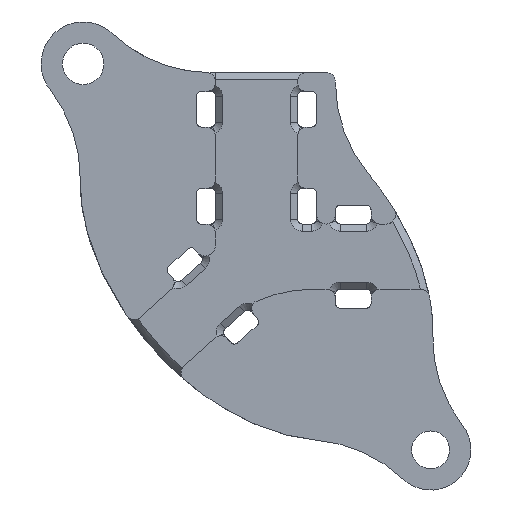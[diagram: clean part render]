
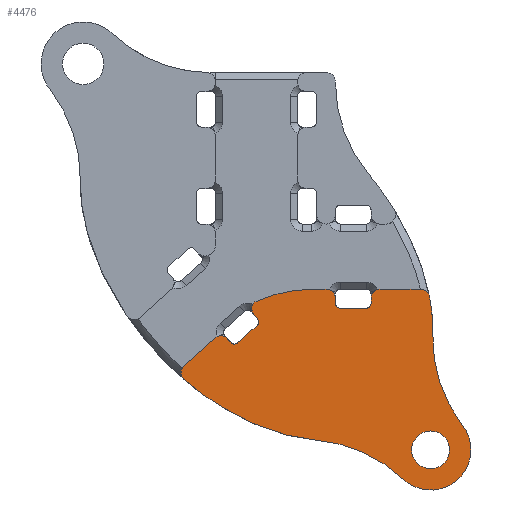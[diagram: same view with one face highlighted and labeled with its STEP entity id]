
A CAD part, front view. The second image highlights one B-rep face of the part: STEP entity #4476.
In plain terms, the highlighted planar face has unit normal (0, -1, 0).
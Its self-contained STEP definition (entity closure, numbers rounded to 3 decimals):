
#35=ELLIPSE('',#4883,18.05,11.716);
#36=ELLIPSE('',#4890,18.05,11.716);
#69=FACE_BOUND('',#906,.T.);
#252=CIRCLE('',#4623,0.4);
#264=CIRCLE('',#4659,0.4);
#348=CIRCLE('',#4885,12.);
#349=CIRCLE('',#4887,3.398);
#350=CIRCLE('',#4889,12.);
#351=CIRCLE('',#4893,12.);
#352=CIRCLE('',#4896,0.8);
#353=CIRCLE('',#4897,0.4);
#354=CIRCLE('',#4898,0.8);
#355=CIRCLE('',#4899,0.8);
#356=CIRCLE('',#4900,0.8);
#357=CIRCLE('',#4901,0.8);
#358=CIRCLE('',#4902,0.4);
#359=CIRCLE('',#4903,0.8);
#360=CIRCLE('',#4904,1.598);
#641=FACE_OUTER_BOUND('',#905,.T.);
#905=EDGE_LOOP('',(#3805,#3806,#3807,#3808,#3809,#3810,#3811,#3812,#3813,
#3814,#3815,#3816,#3817,#3818,#3819,#3820,#3821,#3822,#3823,#3824,#3825,
#3826,#3827,#3828,#3829));
#906=EDGE_LOOP('',(#3830));
#1033=LINE('',#6533,#1430);
#1038=LINE('',#6544,#1435);
#1074=LINE('',#6651,#1471);
#1079=LINE('',#6662,#1476);
#1305=LINE('',#8181,#1702);
#1307=LINE('',#8188,#1704);
#1308=LINE('',#8192,#1705);
#1309=LINE('',#8197,#1706);
#1310=LINE('',#8202,#1707);
#1430=VECTOR('',#5208,10.);
#1435=VECTOR('',#5219,10.);
#1471=VECTOR('',#5321,10.);
#1476=VECTOR('',#5332,10.);
#1702=VECTOR('',#6026,10.);
#1704=VECTOR('',#6034,10.);
#1705=VECTOR('',#6037,10.);
#1706=VECTOR('',#6042,10.);
#1707=VECTOR('',#6047,10.);
#1862=VERTEX_POINT('',#6530);
#1863=VERTEX_POINT('',#6532);
#1865=VERTEX_POINT('',#6538);
#1866=VERTEX_POINT('',#6542);
#1893=VERTEX_POINT('',#6648);
#1894=VERTEX_POINT('',#6650);
#1896=VERTEX_POINT('',#6656);
#1897=VERTEX_POINT('',#6660);
#2121=VERTEX_POINT('',#8142);
#2122=VERTEX_POINT('',#8144);
#2123=VERTEX_POINT('',#8148);
#2124=VERTEX_POINT('',#8152);
#2125=VERTEX_POINT('',#8156);
#2126=VERTEX_POINT('',#8165);
#2129=VERTEX_POINT('',#8174);
#2130=VERTEX_POINT('',#8175);
#2131=VERTEX_POINT('',#8180);
#2132=VERTEX_POINT('',#8185);
#2133=VERTEX_POINT('',#8187);
#2134=VERTEX_POINT('',#8189);
#2135=VERTEX_POINT('',#8191);
#2136=VERTEX_POINT('',#8194);
#2137=VERTEX_POINT('',#8196);
#2138=VERTEX_POINT('',#8199);
#2139=VERTEX_POINT('',#8201);
#2140=VERTEX_POINT('',#8204);
#2292=EDGE_CURVE('',#1862,#1863,#1033,.T.);
#2296=EDGE_CURVE('',#1865,#1862,#252,.T.);
#2298=EDGE_CURVE('',#1866,#1865,#1038,.T.);
#2347=EDGE_CURVE('',#1893,#1894,#1074,.T.);
#2351=EDGE_CURVE('',#1896,#1893,#264,.T.);
#2353=EDGE_CURVE('',#1897,#1896,#1079,.T.);
#2729=EDGE_CURVE('',#2121,#2122,#35,.T.);
#2732=EDGE_CURVE('',#2121,#2123,#348,.F.);
#2734=EDGE_CURVE('',#2124,#2123,#349,.T.);
#2736=EDGE_CURVE('',#2124,#2125,#350,.F.);
#2738=EDGE_CURVE('',#2126,#2125,#36,.T.);
#2742=EDGE_CURVE('',#2129,#2130,#351,.T.);
#2745=EDGE_CURVE('',#2131,#2130,#1305,.T.);
#2747=EDGE_CURVE('',#1894,#2129,#352,.T.);
#2748=EDGE_CURVE('',#2132,#1897,#353,.T.);
#2749=EDGE_CURVE('',#2133,#2132,#1307,.T.);
#2750=EDGE_CURVE('',#2134,#2133,#354,.T.);
#2751=EDGE_CURVE('',#2134,#2135,#1308,.T.);
#2752=EDGE_CURVE('',#2122,#2135,#355,.T.);
#2753=EDGE_CURVE('',#2136,#2126,#356,.T.);
#2754=EDGE_CURVE('',#2136,#2137,#1309,.T.);
#2755=EDGE_CURVE('',#1863,#2137,#357,.T.);
#2756=EDGE_CURVE('',#2138,#1866,#358,.T.);
#2757=EDGE_CURVE('',#2139,#2138,#1310,.T.);
#2758=EDGE_CURVE('',#2131,#2139,#359,.T.);
#2759=EDGE_CURVE('',#2140,#2140,#360,.T.);
#3805=ORIENTED_EDGE('',*,*,#2742,.F.);
#3806=ORIENTED_EDGE('',*,*,#2747,.F.);
#3807=ORIENTED_EDGE('',*,*,#2347,.F.);
#3808=ORIENTED_EDGE('',*,*,#2351,.F.);
#3809=ORIENTED_EDGE('',*,*,#2353,.F.);
#3810=ORIENTED_EDGE('',*,*,#2748,.F.);
#3811=ORIENTED_EDGE('',*,*,#2749,.F.);
#3812=ORIENTED_EDGE('',*,*,#2750,.F.);
#3813=ORIENTED_EDGE('',*,*,#2751,.T.);
#3814=ORIENTED_EDGE('',*,*,#2752,.F.);
#3815=ORIENTED_EDGE('',*,*,#2729,.F.);
#3816=ORIENTED_EDGE('',*,*,#2732,.T.);
#3817=ORIENTED_EDGE('',*,*,#2734,.F.);
#3818=ORIENTED_EDGE('',*,*,#2736,.T.);
#3819=ORIENTED_EDGE('',*,*,#2738,.F.);
#3820=ORIENTED_EDGE('',*,*,#2753,.F.);
#3821=ORIENTED_EDGE('',*,*,#2754,.T.);
#3822=ORIENTED_EDGE('',*,*,#2755,.F.);
#3823=ORIENTED_EDGE('',*,*,#2292,.F.);
#3824=ORIENTED_EDGE('',*,*,#2296,.F.);
#3825=ORIENTED_EDGE('',*,*,#2298,.F.);
#3826=ORIENTED_EDGE('',*,*,#2756,.F.);
#3827=ORIENTED_EDGE('',*,*,#2757,.F.);
#3828=ORIENTED_EDGE('',*,*,#2758,.F.);
#3829=ORIENTED_EDGE('',*,*,#2745,.T.);
#3830=ORIENTED_EDGE('',*,*,#2759,.F.);
#4258=PLANE('',#4895);
#4476=ADVANCED_FACE('',(#641,#69),#4258,.F.);
#4623=AXIS2_PLACEMENT_3D('',#6540,#5214,#5215);
#4659=AXIS2_PLACEMENT_3D('',#6658,#5327,#5328);
#4883=AXIS2_PLACEMENT_3D('',#8145,#5993,#5994);
#4885=AXIS2_PLACEMENT_3D('',#8150,#5999,#6000);
#4887=AXIS2_PLACEMENT_3D('',#8154,#6004,#6005);
#4889=AXIS2_PLACEMENT_3D('',#8158,#6009,#6010);
#4890=AXIS2_PLACEMENT_3D('',#8167,#6012,#6013);
#4893=AXIS2_PLACEMENT_3D('',#8176,#6020,#6021);
#4895=AXIS2_PLACEMENT_3D('',#8183,#6028,#6029);
#4896=AXIS2_PLACEMENT_3D('',#8184,#6030,#6031);
#4897=AXIS2_PLACEMENT_3D('',#8186,#6032,#6033);
#4898=AXIS2_PLACEMENT_3D('',#8190,#6035,#6036);
#4899=AXIS2_PLACEMENT_3D('',#8193,#6038,#6039);
#4900=AXIS2_PLACEMENT_3D('',#8195,#6040,#6041);
#4901=AXIS2_PLACEMENT_3D('',#8198,#6043,#6044);
#4902=AXIS2_PLACEMENT_3D('',#8200,#6045,#6046);
#4903=AXIS2_PLACEMENT_3D('',#8203,#6048,#6049);
#4904=AXIS2_PLACEMENT_3D('',#8205,#6050,#6051);
#5208=DIRECTION('',(0.,0.,1.));
#5214=DIRECTION('center_axis',(0.,-1.,0.));
#5215=DIRECTION('ref_axis',(1.,0.,0.));
#5219=DIRECTION('',(1.,0.,0.));
#5321=DIRECTION('',(-0.672,0.,0.741));
#5327=DIRECTION('center_axis',(0.,-1.,0.));
#5328=DIRECTION('ref_axis',(0.741,0.,0.672));
#5332=DIRECTION('',(0.741,0.,0.672));
#5993=DIRECTION('center_axis',(0.,1.,0.));
#5994=DIRECTION('ref_axis',(-0.669,0.,0.743));
#5999=DIRECTION('center_axis',(0.,-1.,0.));
#6000=DIRECTION('ref_axis',(-0.69,0.,-0.724));
#6004=DIRECTION('center_axis',(0.,1.,0.));
#6005=DIRECTION('ref_axis',(1.,0.,0.));
#6009=DIRECTION('center_axis',(0.,-1.,0.));
#6010=DIRECTION('ref_axis',(1.,0.,-0.023));
#6012=DIRECTION('center_axis',(0.,1.,0.));
#6013=DIRECTION('ref_axis',(-0.669,0.,0.743));
#6020=DIRECTION('center_axis',(0.,1.,0.));
#6021=DIRECTION('ref_axis',(-0.413,0.,0.911));
#6026=DIRECTION('',(-1.,0.,0.));
#6028=DIRECTION('center_axis',(0.,1.,0.));
#6029=DIRECTION('ref_axis',(1.,0.,0.));
#6030=DIRECTION('center_axis',(0.,1.,0.));
#6031=DIRECTION('ref_axis',(-0.999,0.,0.051));
#6032=DIRECTION('center_axis',(0.,-1.,0.));
#6033=DIRECTION('ref_axis',(0.672,0.,-0.741));
#6034=DIRECTION('',(0.669,0.,-0.743));
#6035=DIRECTION('center_axis',(0.,1.,0.));
#6036=DIRECTION('ref_axis',(0.052,0.,0.999));
#6037=DIRECTION('',(-0.743,0.,-0.669));
#6038=DIRECTION('center_axis',(0.,1.,0.));
#6039=DIRECTION('ref_axis',(-1.,0.,-0.014));
#6040=DIRECTION('center_axis',(0.,1.,0.));
#6041=DIRECTION('ref_axis',(0.637,0.,0.771));
#6042=DIRECTION('',(-1.,0.,0.));
#6043=DIRECTION('center_axis',(0.,1.,0.));
#6044=DIRECTION('ref_axis',(-0.707,0.,0.707));
#6045=DIRECTION('center_axis',(0.,-1.,0.));
#6046=DIRECTION('ref_axis',(0.,0.,-1.));
#6047=DIRECTION('',(0.,0.,-1.));
#6048=DIRECTION('center_axis',(0.,1.,0.));
#6049=DIRECTION('ref_axis',(0.707,0.,0.707));
#6050=DIRECTION('center_axis',(0.,-1.,0.));
#6051=DIRECTION('ref_axis',(1.,0.,0.));
#6530=CARTESIAN_POINT('',(12.178,20.,22.448));
#6532=CARTESIAN_POINT('',(12.178,20.,22.848));
#6533=CARTESIAN_POINT('',(12.178,20.,23.648));
#6538=CARTESIAN_POINT('',(11.778,20.,22.048));
#6540=CARTESIAN_POINT('Origin',(11.778,20.,22.448));
#6542=CARTESIAN_POINT('',(9.578,20.,22.048));
#6544=CARTESIAN_POINT('',(11.778,20.,22.048));
#6648=CARTESIAN_POINT('',(2.585,20.,21.16));
#6650=CARTESIAN_POINT('',(2.325,20.,21.447));
#6651=CARTESIAN_POINT('',(1.785,20.,22.042));
#6656=CARTESIAN_POINT('',(2.557,20.,20.595));
#6658=CARTESIAN_POINT('Origin',(2.288,20.,20.892));
#6660=CARTESIAN_POINT('',(0.928,20.,19.119));
#6662=CARTESIAN_POINT('',(0.928,20.,19.119));
#8142=CARTESIAN_POINT('',(7.548,20.,10.898));
#8144=CARTESIAN_POINT('',(-3.567,20.,16.003));
#8145=CARTESIAN_POINT('Origin',(2.513,20.,26.398));
#8148=CARTESIAN_POINT('',(14.866,20.,7.626));
#8150=CARTESIAN_POINT('Origin',(6.59,20.,-1.063));
#8152=CARTESIAN_POINT('',(19.898,20.,12.166));
#8154=CARTESIAN_POINT('Origin',(17.21,20.,10.087));
#8156=CARTESIAN_POINT('',(17.396,20.,19.786));
#8158=CARTESIAN_POINT('Origin',(29.393,20.,19.505));
#8165=CARTESIAN_POINT('',(17.112,20.,22.998));
#8167=CARTESIAN_POINT('Origin',(2.513,20.,26.398));
#8174=CARTESIAN_POINT('',(2.382,20.,22.579));
#8175=CARTESIAN_POINT('',(7.332,20.,23.648));
#8176=CARTESIAN_POINT('Origin',(7.332,20.,11.648));
#8180=CARTESIAN_POINT('',(8.378,20.,23.648));
#8181=CARTESIAN_POINT('',(9.722,20.,23.648));
#8183=CARTESIAN_POINT('Origin',(2.468,20.,26.452));
#8184=CARTESIAN_POINT('Origin',(2.917,20.,21.984));
#8185=CARTESIAN_POINT('',(0.362,20.,19.147));
#8186=CARTESIAN_POINT('Origin',(0.659,20.,19.415));
#8187=CARTESIAN_POINT('',(0.095,20.,19.443));
#8188=CARTESIAN_POINT('',(-0.44,20.,20.038));
#8189=CARTESIAN_POINT('',(-1.035,20.,19.503));
#8190=CARTESIAN_POINT('Origin',(-0.499,20.,18.908));
#8191=CARTESIAN_POINT('',(-3.584,20.,17.207));
#8192=CARTESIAN_POINT('',(3.962,20.,24.002));
#8193=CARTESIAN_POINT('Origin',(-3.049,20.,16.612));
#8194=CARTESIAN_POINT('',(16.327,20.,23.648));
#8195=CARTESIAN_POINT('Origin',(16.327,20.,22.848));
#8196=CARTESIAN_POINT('',(12.978,20.,23.648));
#8197=CARTESIAN_POINT('',(9.722,20.,23.648));
#8198=CARTESIAN_POINT('Origin',(12.978,20.,22.848));
#8199=CARTESIAN_POINT('',(9.178,20.,22.448));
#8200=CARTESIAN_POINT('Origin',(9.578,20.,22.448));
#8201=CARTESIAN_POINT('',(9.178,20.,22.848));
#8202=CARTESIAN_POINT('',(9.178,20.,22.448));
#8203=CARTESIAN_POINT('Origin',(8.378,20.,22.848));
#8204=CARTESIAN_POINT('',(15.611,20.,10.087));
#8205=CARTESIAN_POINT('Origin',(17.21,20.,10.087));
